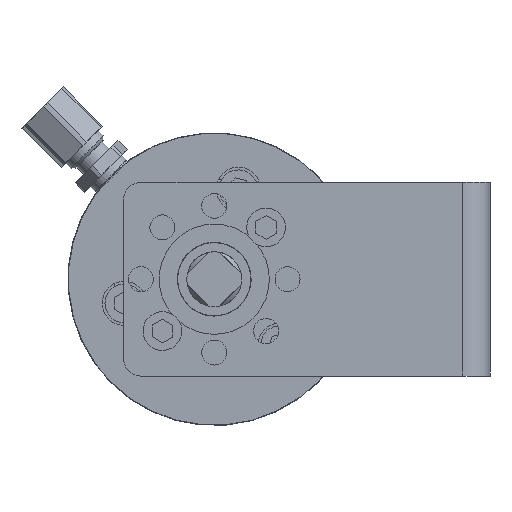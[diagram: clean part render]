
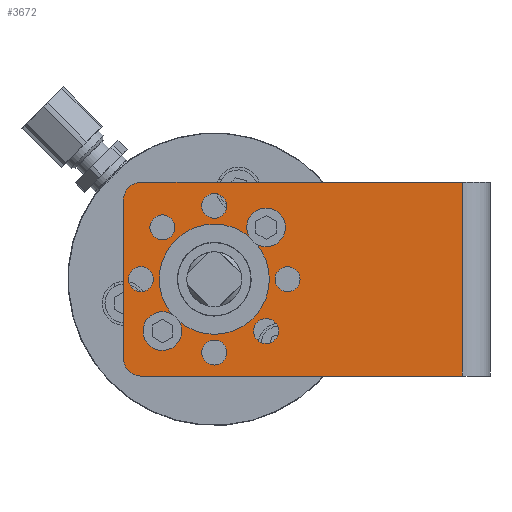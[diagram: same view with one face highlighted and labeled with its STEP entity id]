
A CAD part, left-side view. The second image highlights one B-rep face of the part: STEP entity #3672.
In plain terms, the highlighted planar face has unit normal (-1, 0, 0).
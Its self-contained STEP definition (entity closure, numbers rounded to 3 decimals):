
#3103=CARTESIAN_POINT('',(55.204,35.644,-95.761));
#3104=VERTEX_POINT('',#3103);
#3105=CARTESIAN_POINT('',(55.204,37.804,-95.761));
#3106=DIRECTION('',(1.0,0.0,0.0));
#3107=DIRECTION('',(0.0,-1.0,0.0));
#3108=AXIS2_PLACEMENT_3D('',#3105,#3106,#3107);
#3109=CIRCLE('',#3108,2.16);
#3110=EDGE_CURVE('',#3104,#3104,#3109,.T.);
#3131=CARTESIAN_POINT('',(55.204,25.104,-85.221));
#3132=VERTEX_POINT('',#3131);
#3133=CARTESIAN_POINT('',(55.204,25.104,-83.061));
#3134=DIRECTION('',(1.0,0.0,0.0));
#3135=DIRECTION('',(0.0,0.0,-1.0));
#3136=AXIS2_PLACEMENT_3D('',#3133,#3134,#3135);
#3137=CIRCLE('',#3136,2.16);
#3138=EDGE_CURVE('',#3132,#3132,#3137,.T.);
#3159=CARTESIAN_POINT('',(55.204,17.651,-103.214));
#3160=VERTEX_POINT('',#3159);
#3161=CARTESIAN_POINT('',(55.204,16.124,-104.741));
#3162=DIRECTION('',(1.0,0.,0.));
#3163=DIRECTION('',(0.,0.707,0.707));
#3164=AXIS2_PLACEMENT_3D('',#3161,#3162,#3163);
#3165=CIRCLE('',#3164,2.16);
#3166=EDGE_CURVE('',#3160,#3160,#3165,.T.);
#3187=CARTESIAN_POINT('',(55.204,25.104,-86.223));
#3188=VERTEX_POINT('',#3187);
#3189=CARTESIAN_POINT('',(55.204,25.104,-95.761));
#3190=DIRECTION('',(1.0,0.0,0.0));
#3191=DIRECTION('',(0.0,0.0,1.0));
#3192=AXIS2_PLACEMENT_3D('',#3189,#3190,#3191);
#3193=CIRCLE('',#3192,9.538);
#3194=EDGE_CURVE('',#3188,#3188,#3193,.T.);
#3215=CARTESIAN_POINT('',(55.204,40.852,-82.047));
#3216=VERTEX_POINT('',#3215);
#3217=CARTESIAN_POINT('',(55.204,37.802,-78.997));
#3218=VERTEX_POINT('',#3217);
#3219=CARTESIAN_POINT('',(55.204,37.802,-82.047));
#3220=DIRECTION('',(1.0,0.0,0.0));
#3221=DIRECTION('',(0.0,0.707,0.707));
#3222=AXIS2_PLACEMENT_3D('',#3219,#3220,#3221);
#3223=CIRCLE('',#3222,3.05);
#3224=EDGE_CURVE('',#3216,#3218,#3223,.T.);
#3539=CARTESIAN_POINT('',(55.204,-17.868,-112.525));
#3540=VERTEX_POINT('',#3539);
#3549=CARTESIAN_POINT('',(55.204,-17.868,-78.997));
#3550=VERTEX_POINT('',#3549);
#3558=CARTESIAN_POINT('',(55.204,-17.868,-78.997));
#3559=DIRECTION('',(0.0,0.0,-1.0));
#3560=VECTOR('',#3559,33.528);
#3561=LINE('',#3558,#3560);
#3562=EDGE_CURVE('',#3550,#3540,#3561,.T.);
#3567=CARTESIAN_POINT('',(55.204,40.852,-78.997));
#3568=DIRECTION('',(-1.0,0.0,0.0));
#3569=DIRECTION('',(0.0,0.0,1.0));
#3570=AXIS2_PLACEMENT_3D('',#3567,#3568,#3569);
#3571=PLANE('',#3570);
#3572=ORIENTED_EDGE('',*,*,#3562,.F.);
#3573=CARTESIAN_POINT('',(55.204,37.802,-78.997));
#3574=DIRECTION('',(0.0,-1.0,0.0));
#3575=VECTOR('',#3574,55.67);
#3576=LINE('',#3573,#3575);
#3577=EDGE_CURVE('',#3218,#3550,#3576,.T.);
#3578=ORIENTED_EDGE('',*,*,#3577,.F.);
#3579=ORIENTED_EDGE('',*,*,#3224,.F.);
#3580=CARTESIAN_POINT('',(55.204,40.852,-109.475));
#3581=VERTEX_POINT('',#3580);
#3582=CARTESIAN_POINT('',(55.204,40.852,-82.047));
#3583=DIRECTION('',(0.0,0.0,-1.0));
#3584=VECTOR('',#3583,27.428);
#3585=LINE('',#3582,#3584);
#3586=EDGE_CURVE('',#3216,#3581,#3585,.T.);
#3587=ORIENTED_EDGE('',*,*,#3586,.T.);
#3588=CARTESIAN_POINT('',(55.204,37.802,-112.525));
#3589=VERTEX_POINT('',#3588);
#3590=CARTESIAN_POINT('',(55.204,37.802,-109.475));
#3591=DIRECTION('',(1.0,0.0,0.0));
#3592=DIRECTION('',(0.0,0.707,-0.707));
#3593=AXIS2_PLACEMENT_3D('',#3590,#3591,#3592);
#3594=CIRCLE('',#3593,3.05);
#3595=EDGE_CURVE('',#3589,#3581,#3594,.T.);
#3596=ORIENTED_EDGE('',*,*,#3595,.F.);
#3597=CARTESIAN_POINT('',(55.204,37.802,-112.525));
#3598=DIRECTION('',(0.0,-1.0,0.0));
#3599=VECTOR('',#3598,55.67);
#3600=LINE('',#3597,#3599);
#3601=EDGE_CURVE('',#3589,#3540,#3600,.T.);
#3602=ORIENTED_EDGE('',*,*,#3601,.T.);
#3603=EDGE_LOOP('',(#3572,#3578,#3579,#3587,#3596,#3602));
#3604=FACE_OUTER_BOUND('',#3603,.T.);
#3605=CARTESIAN_POINT('',(55.204,32.557,-103.214));
#3606=VERTEX_POINT('',#3605);
#3607=CARTESIAN_POINT('',(55.204,34.085,-104.741));
#3608=DIRECTION('',(1.0,0.,0.));
#3609=DIRECTION('',(0.,-0.707,0.707));
#3610=AXIS2_PLACEMENT_3D('',#3607,#3608,#3609);
#3611=CIRCLE('',#3610,2.16);
#3612=EDGE_CURVE('',#3606,#3606,#3611,.T.);
#3613=ORIENTED_EDGE('',*,*,#3612,.T.);
#3614=EDGE_LOOP('',(#3613));
#3615=FACE_BOUND('',#3614,.T.);
#3616=ORIENTED_EDGE('',*,*,#3110,.T.);
#3617=EDGE_LOOP('',(#3616));
#3618=FACE_BOUND('',#3617,.T.);
#3619=CARTESIAN_POINT('',(55.204,32.557,-88.308));
#3620=VERTEX_POINT('',#3619);
#3621=CARTESIAN_POINT('',(55.204,34.085,-86.781));
#3622=DIRECTION('',(1.0,0.,0.));
#3623=DIRECTION('',(0.,-0.707,-0.707));
#3624=AXIS2_PLACEMENT_3D('',#3621,#3622,#3623);
#3625=CIRCLE('',#3624,2.16);
#3626=EDGE_CURVE('',#3620,#3620,#3625,.T.);
#3627=ORIENTED_EDGE('',*,*,#3626,.T.);
#3628=EDGE_LOOP('',(#3627));
#3629=FACE_BOUND('',#3628,.T.);
#3630=ORIENTED_EDGE('',*,*,#3138,.T.);
#3631=EDGE_LOOP('',(#3630));
#3632=FACE_BOUND('',#3631,.T.);
#3633=CARTESIAN_POINT('',(55.204,17.651,-88.308));
#3634=VERTEX_POINT('',#3633);
#3635=CARTESIAN_POINT('',(55.204,16.124,-86.781));
#3636=DIRECTION('',(1.0,0.,0.));
#3637=DIRECTION('',(0.,0.707,-0.707));
#3638=AXIS2_PLACEMENT_3D('',#3635,#3636,#3637);
#3639=CIRCLE('',#3638,2.16);
#3640=EDGE_CURVE('',#3634,#3634,#3639,.T.);
#3641=ORIENTED_EDGE('',*,*,#3640,.T.);
#3642=EDGE_LOOP('',(#3641));
#3643=FACE_BOUND('',#3642,.T.);
#3644=CARTESIAN_POINT('',(55.204,14.564,-95.761));
#3645=VERTEX_POINT('',#3644);
#3646=CARTESIAN_POINT('',(55.204,12.404,-95.761));
#3647=DIRECTION('',(1.0,0.0,0.0));
#3648=DIRECTION('',(0.0,1.0,0.0));
#3649=AXIS2_PLACEMENT_3D('',#3646,#3647,#3648);
#3650=CIRCLE('',#3649,2.16);
#3651=EDGE_CURVE('',#3645,#3645,#3650,.T.);
#3652=ORIENTED_EDGE('',*,*,#3651,.T.);
#3653=EDGE_LOOP('',(#3652));
#3654=FACE_BOUND('',#3653,.T.);
#3655=ORIENTED_EDGE('',*,*,#3166,.T.);
#3656=EDGE_LOOP('',(#3655));
#3657=FACE_BOUND('',#3656,.T.);
#3658=CARTESIAN_POINT('',(55.204,25.104,-106.301));
#3659=VERTEX_POINT('',#3658);
#3660=CARTESIAN_POINT('',(55.204,25.104,-108.461));
#3661=DIRECTION('',(1.0,0.0,0.0));
#3662=DIRECTION('',(0.0,0.0,1.0));
#3663=AXIS2_PLACEMENT_3D('',#3660,#3661,#3662);
#3664=CIRCLE('',#3663,2.16);
#3665=EDGE_CURVE('',#3659,#3659,#3664,.T.);
#3666=ORIENTED_EDGE('',*,*,#3665,.T.);
#3667=EDGE_LOOP('',(#3666));
#3668=FACE_BOUND('',#3667,.T.);
#3669=ORIENTED_EDGE('',*,*,#3194,.T.);
#3670=EDGE_LOOP('',(#3669));
#3671=FACE_BOUND('',#3670,.T.);
#3672=ADVANCED_FACE('',(#3604,#3615,#3618,#3629,#3632,#3643,#3654,#3657,#3668,#3671),#3571,.T.);
